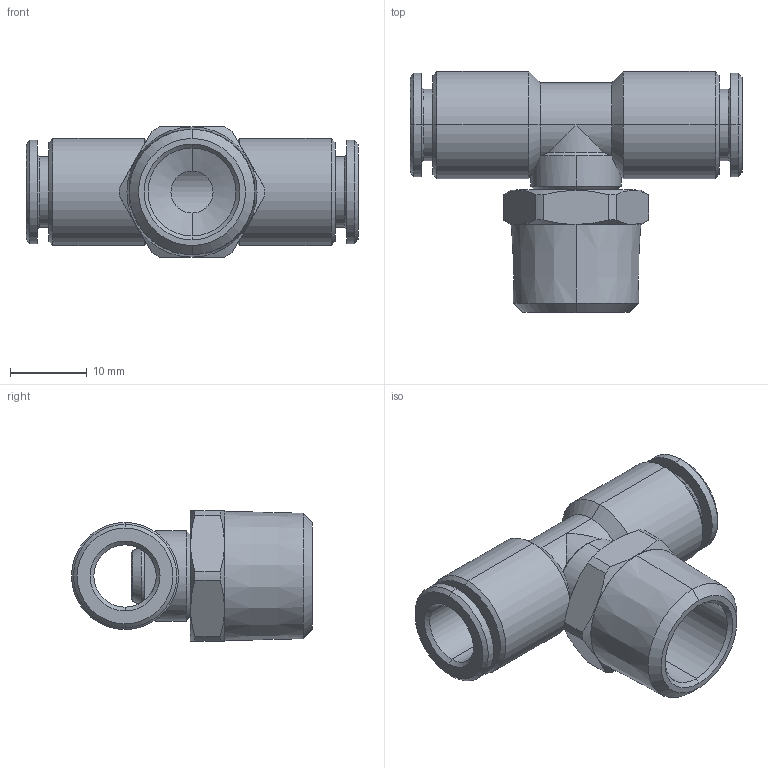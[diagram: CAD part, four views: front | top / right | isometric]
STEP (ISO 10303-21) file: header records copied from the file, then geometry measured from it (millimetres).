
FILE_DESCRIPTION (( 'STEP AP203' ), '1' );
FILE_NAME ('B0110043.STEP', '2011-03-30T13:29:31', ( '' ), ( 'sopra-pneumatic' ), 'SwSTEP 2.0', 'SolidWorks 2009', '' );
FILE_SCHEMA (( 'CONFIG_CONTROL_DESIGN' ));
Length unit declared in the file: millimetre
Products named in the file (1): B0110043
Bounding box: 43.4 x 31.5 x 17 mm (x, y, z)
Volume: 5820.1 mm3; surface area: 5280.7 mm2
Topology: 1 solids, 1 shells, 113 faces, 257 edges, 153 vertices
Faces by surface type: cone 45, cylinder 39, plane 29
Entity records: 3374 total; most frequent: CARTESIAN_POINT 743, DIRECTION 564, ORIENTED_EDGE 514, EDGE_CURVE 257, AXIS2_PLACEMENT_3D 228, VERTEX_POINT 153, EDGE_LOOP 124, CIRCLE 114
